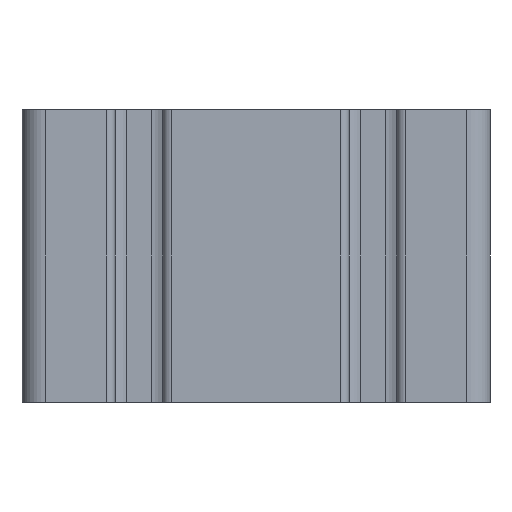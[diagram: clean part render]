
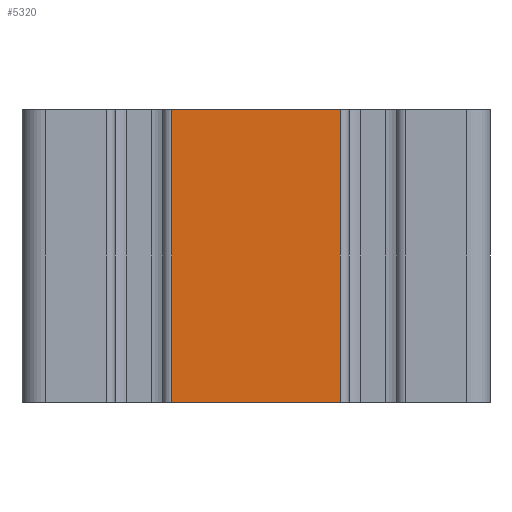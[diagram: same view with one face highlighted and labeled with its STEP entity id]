
A CAD part, front view. The second image highlights one B-rep face of the part: STEP entity #5320.
In plain terms, the highlighted planar face has unit normal (0, -1, 0).
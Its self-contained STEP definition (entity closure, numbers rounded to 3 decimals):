
#1974 = VERTEX_POINT ( 'NONE', #5405 ) ;
#2860 = LINE ( 'NONE', #9441, #15103 ) ;
#3061 = AXIS2_PLACEMENT_3D ( 'NONE', #15454, #7470, #4783 ) ;
#3844 = DIRECTION ( 'NONE',  ( 0., 0., -1. ) ) ;
#3885 = ORIENTED_EDGE ( 'NONE', *, *, #5600, .T. ) ;
#4783 = DIRECTION ( 'NONE',  ( 0., 0., 1. ) ) ;
#4786 = LINE ( 'NONE', #15717, #16739 ) ;
#4831 = ORIENTED_EDGE ( 'NONE', *, *, #10282, .T. ) ;
#5320 = ADVANCED_FACE ( 'NONE', ( #16887 ), #7215, .F. ) ;
#5405 = CARTESIAN_POINT ( 'NONE',  ( -14.4, -40., 25. ) ) ;
#5453 = EDGE_CURVE ( 'NONE', #1974, #14651, #11867, .T. ) ;
#5600 = EDGE_CURVE ( 'NONE', #17051, #14037, #2860, .T. ) ;
#5987 = CARTESIAN_POINT ( 'NONE',  ( 14.4, -40., 25. ) ) ;
#6406 = DIRECTION ( 'NONE',  ( 0., 0., -1. ) ) ;
#7215 = PLANE ( 'NONE',  #3061 ) ;
#7470 = DIRECTION ( 'NONE',  ( 0., 1., 0. ) ) ;
#7723 = EDGE_LOOP ( 'NONE', ( #3885, #16933, #12089, #4831 ) ) ;
#9441 = CARTESIAN_POINT ( 'NONE',  ( -14.4, -40., -25. ) ) ;
#10282 = EDGE_CURVE ( 'NONE', #1974, #17051, #4786, .T. ) ;
#10905 = EDGE_CURVE ( 'NONE', #14651, #14037, #17580, .T. ) ;
#11867 = LINE ( 'NONE', #17511, #15963 ) ;
#12037 = DIRECTION ( 'NONE',  ( 1., 0., 0. ) ) ;
#12089 = ORIENTED_EDGE ( 'NONE', *, *, #5453, .F. ) ;
#12383 = CARTESIAN_POINT ( 'NONE',  ( -14.4, -40., -25. ) ) ;
#14037 = VERTEX_POINT ( 'NONE', #17241 ) ;
#14185 = VECTOR ( 'NONE', #3844, 1000. ) ;
#14651 = VERTEX_POINT ( 'NONE', #5987 ) ;
#15103 = VECTOR ( 'NONE', #16332, 1000. ) ;
#15454 = CARTESIAN_POINT ( 'NONE',  ( -14.4, -40., 25. ) ) ;
#15717 = CARTESIAN_POINT ( 'NONE',  ( -14.4, -40., 25. ) ) ;
#15963 = VECTOR ( 'NONE', #12037, 1000. ) ;
#16140 = CARTESIAN_POINT ( 'NONE',  ( 14.4, -40., 25. ) ) ;
#16332 = DIRECTION ( 'NONE',  ( 1., 0., 0. ) ) ;
#16739 = VECTOR ( 'NONE', #6406, 1000. ) ;
#16887 = FACE_OUTER_BOUND ( 'NONE', #7723, .T. ) ;
#16933 = ORIENTED_EDGE ( 'NONE', *, *, #10905, .F. ) ;
#17051 = VERTEX_POINT ( 'NONE', #12383 ) ;
#17241 = CARTESIAN_POINT ( 'NONE',  ( 14.4, -40., -25. ) ) ;
#17511 = CARTESIAN_POINT ( 'NONE',  ( -14.4, -40., 25. ) ) ;
#17580 = LINE ( 'NONE', #16140, #14185 ) ;
